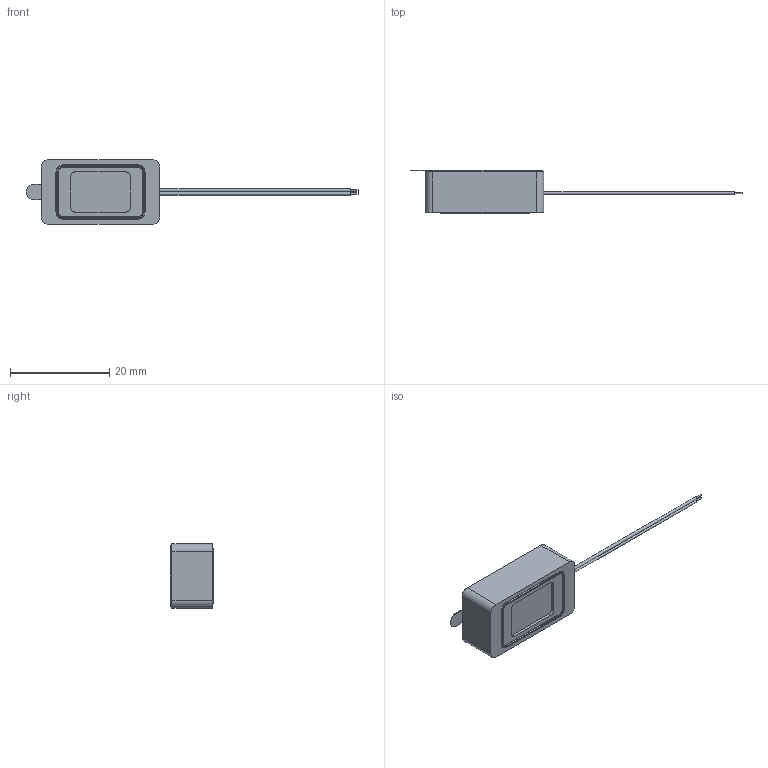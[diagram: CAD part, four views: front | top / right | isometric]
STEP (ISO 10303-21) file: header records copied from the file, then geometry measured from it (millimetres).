
FILE_DESCRIPTION (( 'STEP AP214' ), '1' );
FILE_NAME ('SPKM.2413.8.A.STEP', '2022-03-30T10:19:54', ( '' ), ( '' ), 'SwSTEP 2.0', 'SolidWorks 2018', '' );
FILE_SCHEMA (( 'AUTOMOTIVE_DESIGN' ));
Length unit declared in the file: millimetre
Products named in the file (1): SPKM.2413.8.A
Bounding box: 67.05 x 8.7 x 13 mm (x, y, z)
Surface area: 1718.5 mm2 (no closed solid volume)
Topology: 0 solids, 2 shells, 68 faces, 197 edges, 130 vertices
Faces by surface type: plane 35, cylinder 28, torus 5
Full cylindrical faces by diameter (mm): 0.3 x2, 0.6 x2
Entity records: 3328 total; most frequent: CARTESIAN_POINT 776, DIRECTION 391, ORIENTED_EDGE 327, EDGE_CURVE 191, AXIS2_PLACEMENT_3D 139, VERTEX_POINT 128, LINE 113, VECTOR 113
